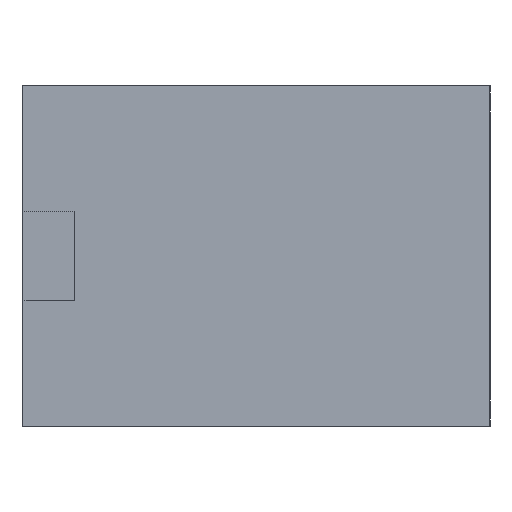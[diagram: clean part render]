
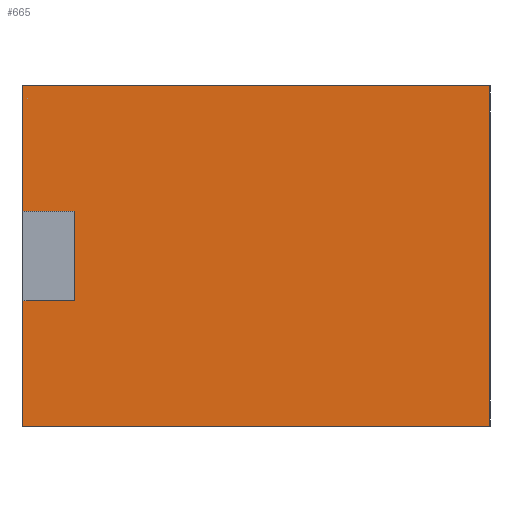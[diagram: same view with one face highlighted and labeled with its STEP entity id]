
A CAD part, left-side view. The second image highlights one B-rep face of the part: STEP entity #665.
In plain terms, the highlighted planar face has unit normal (-1, 0, 0).
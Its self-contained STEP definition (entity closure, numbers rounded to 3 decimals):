
#18 = EDGE_CURVE ( 'NONE', #593, #562, #576, .T. ) ;
#19 = DIRECTION ( 'NONE',  ( 0., -1., 0. ) ) ;
#44 = VECTOR ( 'NONE', #785, 1000. ) ;
#56 = EDGE_CURVE ( 'NONE', #1131, #637, #300, .T. ) ;
#64 = CARTESIAN_POINT ( 'NONE',  ( -31., 10., 23. ) ) ;
#78 = ORIENTED_EDGE ( 'NONE', *, *, #56, .F. ) ;
#93 = CARTESIAN_POINT ( 'NONE',  ( -31., 3., 6. ) ) ;
#103 = VECTOR ( 'NONE', #499, 1000. ) ;
#106 = EDGE_CURVE ( 'NONE', #342, #683, #797, .T. ) ;
#134 = LINE ( 'NONE', #1174, #566 ) ;
#172 = CARTESIAN_POINT ( 'NONE',  ( -31., 10., -23. ) ) ;
#190 = ORIENTED_EDGE ( 'NONE', *, *, #106, .F. ) ;
#198 = DIRECTION ( 'NONE',  ( 1., 0., 0. ) ) ;
#275 = FACE_OUTER_BOUND ( 'NONE', #1008, .T. ) ;
#300 = LINE ( 'NONE', #688, #578 ) ;
#303 = LINE ( 'NONE', #594, #103 ) ;
#321 = LINE ( 'NONE', #710, #1144 ) ;
#342 = VERTEX_POINT ( 'NONE', #883 ) ;
#364 = VECTOR ( 'NONE', #648, 1000. ) ;
#381 = DIRECTION ( 'NONE',  ( 0., 0., 1. ) ) ;
#399 = EDGE_CURVE ( 'NONE', #562, #471, #321, .T. ) ;
#400 = EDGE_CURVE ( 'NONE', #593, #611, #134, .T. ) ;
#442 = CARTESIAN_POINT ( 'NONE',  ( -31., 3., -6. ) ) ;
#471 = VERTEX_POINT ( 'NONE', #442 ) ;
#499 = DIRECTION ( 'NONE',  ( 0., 0., -1. ) ) ;
#510 = CARTESIAN_POINT ( 'NONE',  ( -31., 3., -6. ) ) ;
#557 = ORIENTED_EDGE ( 'NONE', *, *, #870, .F. ) ;
#562 = VERTEX_POINT ( 'NONE', #716 ) ;
#566 = VECTOR ( 'NONE', #19, 1000. ) ;
#572 = DIRECTION ( 'NONE',  ( 0., 0., -1. ) ) ;
#576 = LINE ( 'NONE', #1065, #592 ) ;
#578 = VECTOR ( 'NONE', #1175, 1000. ) ;
#592 = VECTOR ( 'NONE', #381, 1000. ) ;
#593 = VERTEX_POINT ( 'NONE', #172 ) ;
#594 = CARTESIAN_POINT ( 'NONE',  ( -31., -53., -23. ) ) ;
#611 = VERTEX_POINT ( 'NONE', #843 ) ;
#637 = VERTEX_POINT ( 'NONE', #748 ) ;
#648 = DIRECTION ( 'NONE',  ( 0., 0., 1. ) ) ;
#665 = ADVANCED_FACE ( 'NONE', ( #275 ), #767, .F. ) ;
#683 = VERTEX_POINT ( 'NONE', #1029 ) ;
#688 = CARTESIAN_POINT ( 'NONE',  ( -31., 17., 6. ) ) ;
#710 = CARTESIAN_POINT ( 'NONE',  ( -31., 17., -6. ) ) ;
#716 = CARTESIAN_POINT ( 'NONE',  ( -31., 10., -6. ) ) ;
#748 = CARTESIAN_POINT ( 'NONE',  ( -31., 10., 6. ) ) ;
#749 = VECTOR ( 'NONE', #791, 1000. ) ;
#767 = PLANE ( 'NONE',  #780 ) ;
#780 = AXIS2_PLACEMENT_3D ( 'NONE', #1023, #198, #572 ) ;
#785 = DIRECTION ( 'NONE',  ( 0., 0., 1. ) ) ;
#791 = DIRECTION ( 'NONE',  ( 0., -1., 0. ) ) ;
#797 = LINE ( 'NONE', #64, #749 ) ;
#835 = LINE ( 'NONE', #1211, #364 ) ;
#843 = CARTESIAN_POINT ( 'NONE',  ( -31., -53., -23. ) ) ;
#857 = EDGE_CURVE ( 'NONE', #471, #1131, #876, .T. ) ;
#870 = EDGE_CURVE ( 'NONE', #683, #611, #303, .T. ) ;
#876 = LINE ( 'NONE', #510, #44 ) ;
#883 = CARTESIAN_POINT ( 'NONE',  ( -31., 10., 23. ) ) ;
#955 = ORIENTED_EDGE ( 'NONE', *, *, #1149, .F. ) ;
#1008 = EDGE_LOOP ( 'NONE', ( #1041, #1053, #1098, #1171, #557, #190, #955, #78 ) ) ;
#1023 = CARTESIAN_POINT ( 'NONE',  ( -31., 10., -23. ) ) ;
#1029 = CARTESIAN_POINT ( 'NONE',  ( -31., -53., 23. ) ) ;
#1041 = ORIENTED_EDGE ( 'NONE', *, *, #857, .F. ) ;
#1053 = ORIENTED_EDGE ( 'NONE', *, *, #399, .F. ) ;
#1065 = CARTESIAN_POINT ( 'NONE',  ( -31., 10., -23. ) ) ;
#1075 = DIRECTION ( 'NONE',  ( 0., -1., 0. ) ) ;
#1098 = ORIENTED_EDGE ( 'NONE', *, *, #18, .F. ) ;
#1131 = VERTEX_POINT ( 'NONE', #93 ) ;
#1144 = VECTOR ( 'NONE', #1075, 1000. ) ;
#1149 = EDGE_CURVE ( 'NONE', #637, #342, #835, .T. ) ;
#1171 = ORIENTED_EDGE ( 'NONE', *, *, #400, .T. ) ;
#1174 = CARTESIAN_POINT ( 'NONE',  ( -31., 10., -23. ) ) ;
#1175 = DIRECTION ( 'NONE',  ( 0., 1., 0. ) ) ;
#1211 = CARTESIAN_POINT ( 'NONE',  ( -31., 10., -23. ) ) ;
